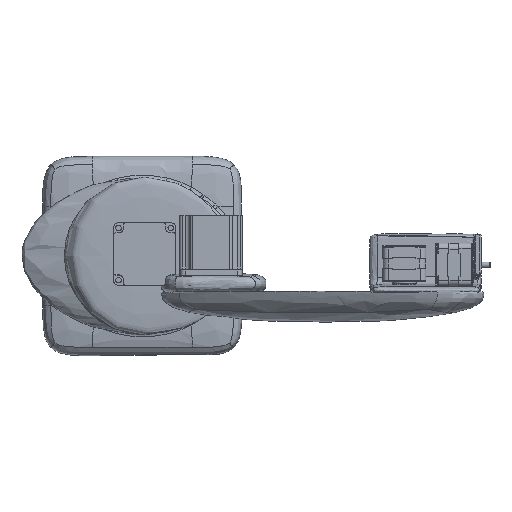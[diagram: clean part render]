
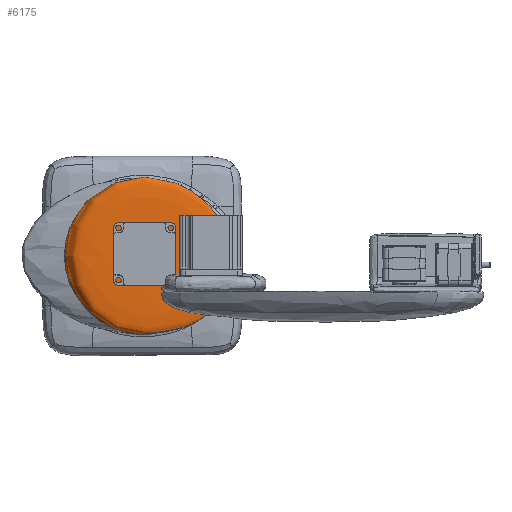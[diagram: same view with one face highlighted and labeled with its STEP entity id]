
A CAD part, top view. The second image highlights one B-rep face of the part: STEP entity #6175.
In plain terms, the highlighted free-form (B-spline) face has degree [3, 3] with [8, 11] control points.
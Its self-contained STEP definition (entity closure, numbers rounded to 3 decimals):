
#511=B_SPLINE_CURVE_WITH_KNOTS('',3,(#19969,#19970,#19971,#19972,#19973,
#19974,#19975,#19976),.UNSPECIFIED.,.F.,.F.,(4,1,1,1,1,4),(0.,1.,2.,3.,
4.,5.),.UNSPECIFIED.);
#987=FACE_OUTER_BOUND('',#1361,.T.);
#1361=EDGE_LOOP('',(#5341,#5342));
#2745=VERTEX_POINT('',#19967);
#2746=VERTEX_POINT('',#19968);
#3618=EDGE_CURVE('',#2745,#2746,#511,.T.);
#5341=ORIENTED_EDGE('',*,*,#3618,.T.);
#5342=ORIENTED_EDGE('',*,*,#3618,.F.);
#5631=B_SPLINE_SURFACE_WITH_KNOTS('',3,3,((#19879,#19880,#19881,#19882,
#19883,#19884,#19885,#19886,#19887,#19888,#19889),(#19890,#19891,#19892,
#19893,#19894,#19895,#19896,#19897,#19898,#19899,#19900),(#19901,#19902,
#19903,#19904,#19905,#19906,#19907,#19908,#19909,#19910,#19911),(#19912,
#19913,#19914,#19915,#19916,#19917,#19918,#19919,#19920,#19921,#19922),
(#19923,#19924,#19925,#19926,#19927,#19928,#19929,#19930,#19931,#19932,
#19933),(#19934,#19935,#19936,#19937,#19938,#19939,#19940,#19941,#19942,
#19943,#19944),(#19945,#19946,#19947,#19948,#19949,#19950,#19951,#19952,
#19953,#19954,#19955),(#19956,#19957,#19958,#19959,#19960,#19961,#19962,
#19963,#19964,#19965,#19966)),.UNSPECIFIED.,.F.,.T.,.F.,(4,1,1,1,1,4),(4,
1,1,1,1,1,1,1,4),(0.,1.,2.,3.,4.,5.),(0.,1.,2.,3.,4.,5.,6.,7.,8.),
 .UNSPECIFIED.);
#6175=ADVANCED_FACE('',(#987),#5631,.T.);
#19879=CARTESIAN_POINT('Ctrl Pts',(-707.098,38.327,55.822));
#19880=CARTESIAN_POINT('Ctrl Pts',(-707.098,38.327,55.822));
#19881=CARTESIAN_POINT('Ctrl Pts',(-707.098,38.327,55.822));
#19882=CARTESIAN_POINT('Ctrl Pts',(-707.098,38.327,55.822));
#19883=CARTESIAN_POINT('Ctrl Pts',(-707.098,38.327,55.822));
#19884=CARTESIAN_POINT('Ctrl Pts',(-707.098,38.327,55.822));
#19885=CARTESIAN_POINT('Ctrl Pts',(-707.098,38.327,55.822));
#19886=CARTESIAN_POINT('Ctrl Pts',(-707.098,38.327,55.822));
#19887=CARTESIAN_POINT('Ctrl Pts',(-707.098,38.327,55.822));
#19888=CARTESIAN_POINT('Ctrl Pts',(-707.098,38.327,55.822));
#19889=CARTESIAN_POINT('Ctrl Pts',(-707.098,38.327,55.822));
#19890=CARTESIAN_POINT('Ctrl Pts',(-725.717,38.325,55.822));
#19891=CARTESIAN_POINT('Ctrl Pts',(-725.717,43.189,55.822));
#19892=CARTESIAN_POINT('Ctrl Pts',(-721.69,52.916,55.822));
#19893=CARTESIAN_POINT('Ctrl Pts',(-707.1,58.961,55.822));
#19894=CARTESIAN_POINT('Ctrl Pts',(-692.509,52.919,55.822));
#19895=CARTESIAN_POINT('Ctrl Pts',(-679.797,38.33,55.822));
#19896=CARTESIAN_POINT('Ctrl Pts',(-685.839,23.739,55.822));
#19897=CARTESIAN_POINT('Ctrl Pts',(-707.095,17.694,55.822));
#19898=CARTESIAN_POINT('Ctrl Pts',(-721.686,23.735,55.822));
#19899=CARTESIAN_POINT('Ctrl Pts',(-725.716,33.462,55.822));
#19900=CARTESIAN_POINT('Ctrl Pts',(-725.717,38.325,55.822));
#19901=CARTESIAN_POINT('Ctrl Pts',(-762.955,38.321,55.822));
#19902=CARTESIAN_POINT('Ctrl Pts',(-762.957,52.911,55.822));
#19903=CARTESIAN_POINT('Ctrl Pts',(-750.873,82.093,55.822));
#19904=CARTESIAN_POINT('Ctrl Pts',(-707.105,100.229,55.822));
#19905=CARTESIAN_POINT('Ctrl Pts',(-663.332,82.103,55.822));
#19906=CARTESIAN_POINT('Ctrl Pts',(-625.196,38.334,55.822));
#19907=CARTESIAN_POINT('Ctrl Pts',(-643.322,-5.438,
55.822));
#19908=CARTESIAN_POINT('Ctrl Pts',(-707.09,-23.574,
55.822));
#19909=CARTESIAN_POINT('Ctrl Pts',(-750.863,-5.448,
55.822));
#19910=CARTESIAN_POINT('Ctrl Pts',(-762.954,23.731,55.822));
#19911=CARTESIAN_POINT('Ctrl Pts',(-762.955,38.321,55.822));
#19912=CARTESIAN_POINT('Ctrl Pts',(-782.507,38.319,58.362));
#19913=CARTESIAN_POINT('Ctrl Pts',(-782.509,56.939,58.362));
#19914=CARTESIAN_POINT('Ctrl Pts',(-766.317,94.182,58.362));
#19915=CARTESIAN_POINT('Ctrl Pts',(-707.666,117.326,58.362));
#19916=CARTESIAN_POINT('Ctrl Pts',(-644.235,94.195,58.362));
#19917=CARTESIAN_POINT('Ctrl Pts',(-627.8,38.336,58.362));
#19918=CARTESIAN_POINT('Ctrl Pts',(-636.611,-17.527,
58.362));
#19919=CARTESIAN_POINT('Ctrl Pts',(-707.647,-40.672,
58.362));
#19920=CARTESIAN_POINT('Ctrl Pts',(-766.303,-17.54,58.362));
#19921=CARTESIAN_POINT('Ctrl Pts',(-782.504,19.699,58.362));
#19922=CARTESIAN_POINT('Ctrl Pts',(-782.507,38.319,58.362));
#19923=CARTESIAN_POINT('Ctrl Pts',(-770.633,38.319,68.362));
#19924=CARTESIAN_POINT('Ctrl Pts',(-770.635,56.939,68.362));
#19925=CARTESIAN_POINT('Ctrl Pts',(-756.728,94.182,68.362));
#19926=CARTESIAN_POINT('Ctrl Pts',(-706.356,117.326,68.362));
#19927=CARTESIAN_POINT('Ctrl Pts',(-647.839,94.195,68.362));
#19928=CARTESIAN_POINT('Ctrl Pts',(-633.723,38.336,68.362));
#19929=CARTESIAN_POINT('Ctrl Pts',(-641.291,-17.527,
68.362));
#19930=CARTESIAN_POINT('Ctrl Pts',(-706.339,-40.672,
68.362));
#19931=CARTESIAN_POINT('Ctrl Pts',(-756.716,-17.54,
68.362));
#19932=CARTESIAN_POINT('Ctrl Pts',(-770.631,19.699,68.362));
#19933=CARTESIAN_POINT('Ctrl Pts',(-770.633,38.319,68.362));
#19934=CARTESIAN_POINT('Ctrl Pts',(-769.083,38.319,73.372));
#19935=CARTESIAN_POINT('Ctrl Pts',(-769.085,56.491,73.372));
#19936=CARTESIAN_POINT('Ctrl Pts',(-755.514,92.836,73.372));
#19937=CARTESIAN_POINT('Ctrl Pts',(-706.355,115.423,73.372));
#19938=CARTESIAN_POINT('Ctrl Pts',(-639.157,92.848,73.372));
#19939=CARTESIAN_POINT('Ctrl Pts',(-600.752,38.336,73.372));
#19940=CARTESIAN_POINT('Ctrl Pts',(-621.11,-16.181,
73.372));
#19941=CARTESIAN_POINT('Ctrl Pts',(-706.339,-38.768,
73.372));
#19942=CARTESIAN_POINT('Ctrl Pts',(-755.502,-16.193,
73.372));
#19943=CARTESIAN_POINT('Ctrl Pts',(-769.081,20.148,73.372));
#19944=CARTESIAN_POINT('Ctrl Pts',(-769.083,38.319,73.372));
#19945=CARTESIAN_POINT('Ctrl Pts',(-727.259,38.325,73.372));
#19946=CARTESIAN_POINT('Ctrl Pts',(-727.26,44.382,73.372));
#19947=CARTESIAN_POINT('Ctrl Pts',(-722.736,56.497,73.372));
#19948=CARTESIAN_POINT('Ctrl Pts',(-706.35,64.026,73.372));
#19949=CARTESIAN_POINT('Ctrl Pts',(-683.95,56.501,73.372));
#19950=CARTESIAN_POINT('Ctrl Pts',(-671.149,38.33,73.372));
#19951=CARTESIAN_POINT('Ctrl Pts',(-677.935,20.158,73.372));
#19952=CARTESIAN_POINT('Ctrl Pts',(-706.345,12.629,73.372));
#19953=CARTESIAN_POINT('Ctrl Pts',(-722.732,20.154,73.372));
#19954=CARTESIAN_POINT('Ctrl Pts',(-727.259,32.268,73.372));
#19955=CARTESIAN_POINT('Ctrl Pts',(-727.259,38.325,73.372));
#19956=CARTESIAN_POINT('Ctrl Pts',(-706.347,38.327,73.372));
#19957=CARTESIAN_POINT('Ctrl Pts',(-706.347,38.327,73.372));
#19958=CARTESIAN_POINT('Ctrl Pts',(-706.347,38.327,73.372));
#19959=CARTESIAN_POINT('Ctrl Pts',(-706.347,38.327,73.372));
#19960=CARTESIAN_POINT('Ctrl Pts',(-706.347,38.327,73.372));
#19961=CARTESIAN_POINT('Ctrl Pts',(-706.347,38.327,73.372));
#19962=CARTESIAN_POINT('Ctrl Pts',(-706.347,38.327,73.372));
#19963=CARTESIAN_POINT('Ctrl Pts',(-706.347,38.327,73.372));
#19964=CARTESIAN_POINT('Ctrl Pts',(-706.347,38.327,73.372));
#19965=CARTESIAN_POINT('Ctrl Pts',(-706.347,38.327,73.372));
#19966=CARTESIAN_POINT('Ctrl Pts',(-706.347,38.327,73.372));
#19967=CARTESIAN_POINT('',(-707.098,38.327,55.822));
#19968=CARTESIAN_POINT('',(-706.347,38.327,73.372));
#19969=CARTESIAN_POINT('Ctrl Pts',(-707.098,38.327,55.822));
#19970=CARTESIAN_POINT('Ctrl Pts',(-725.717,38.325,55.822));
#19971=CARTESIAN_POINT('Ctrl Pts',(-762.955,38.321,55.822));
#19972=CARTESIAN_POINT('Ctrl Pts',(-782.507,38.319,58.362));
#19973=CARTESIAN_POINT('Ctrl Pts',(-770.633,38.319,68.362));
#19974=CARTESIAN_POINT('Ctrl Pts',(-769.083,38.319,73.372));
#19975=CARTESIAN_POINT('Ctrl Pts',(-727.259,38.325,73.372));
#19976=CARTESIAN_POINT('Ctrl Pts',(-706.347,38.327,73.372));
